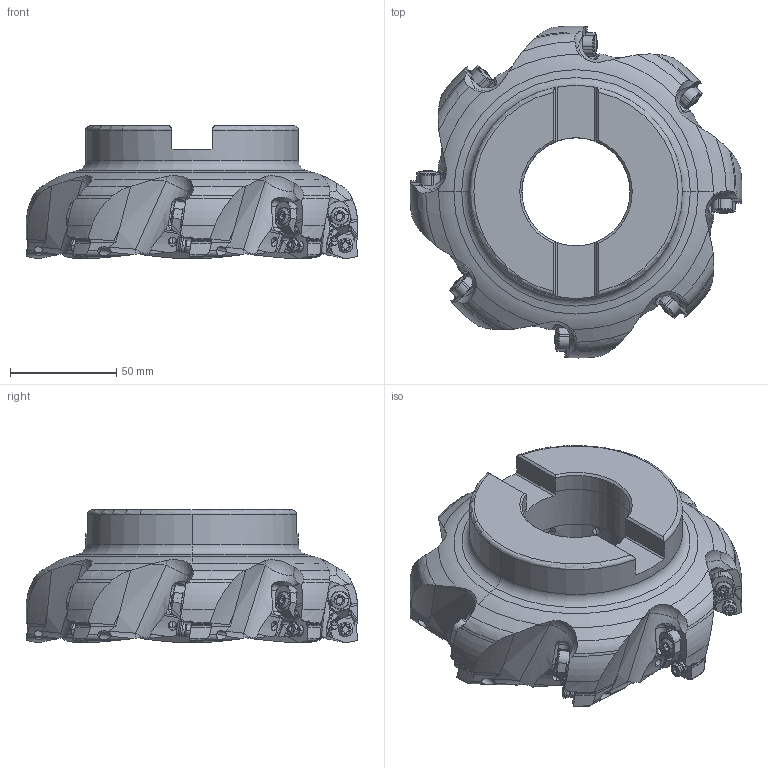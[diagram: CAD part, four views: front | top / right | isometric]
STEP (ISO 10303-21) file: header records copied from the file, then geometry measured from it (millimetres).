
FILE_DESCRIPTION(/* description */ (''),/* implementation_level */ '2;1');
FILE_NAME(/* name */ 'AJX14RA16008F.stp',/* time_stamp */ '2021-09-08T11:49:08+09:00',/* author */ (''),/* organization */ (''),/* preprocessor_version */ 'ST-DEVELOPER v16',/* originating_system */ 'SIEMENS PLM Software NX 10.0',/* authorisation */ '');
FILE_SCHEMA (('AUTOMOTIVE_DESIGN { 1 0 10303 214 3 1 1 1 }'));
Products named in the file (1): AJX14RA16008F_ASM
Bounding box: 156.01 x 156 x 62.14 mm (x, y, z)
Volume: 551750.3 mm3; surface area: 80696.4 mm2
Topology: 33 solids, 33 shells, 1765 faces, 4866 edges, 3263 vertices
Faces by surface type: cylinder 836, plane 485, cone 236, torus 128, sphere 48, bspline 32
Entity records: 72009 total; most frequent: CARTESIAN_POINT 26056, ORIENTED_EDGE 9572, DIRECTION 9525, EDGE_CURVE 4786, AXIS2_PLACEMENT_3D 3932, VERTEX_POINT 3152, CIRCLE 1966, EDGE_LOOP 1896
